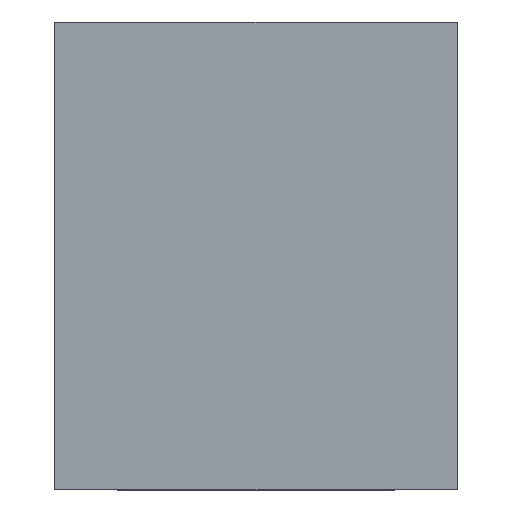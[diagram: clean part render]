
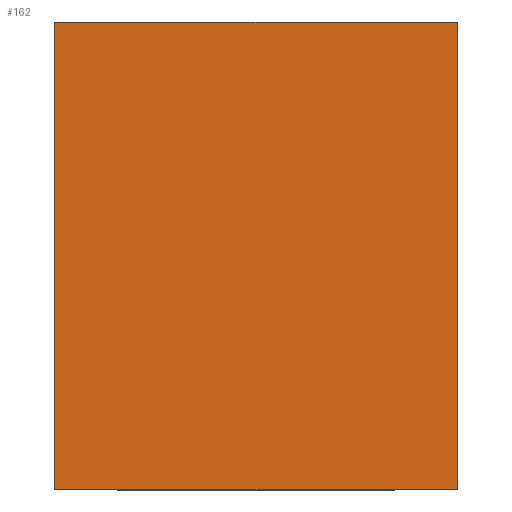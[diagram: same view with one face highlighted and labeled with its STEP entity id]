
A CAD part, top view. The second image highlights one B-rep face of the part: STEP entity #162.
In plain terms, the highlighted planar face has unit normal (0, 0, 1).
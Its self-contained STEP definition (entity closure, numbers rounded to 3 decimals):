
#2 = CARTESIAN_POINT ( 'NONE',  ( -16.8, 46.587, 2.4 ) ) ;
#4 = VECTOR ( 'NONE', #376, 1000. ) ;
#29 = ORIENTED_EDGE ( 'NONE', *, *, #546, .T. ) ;
#30 = EDGE_CURVE ( 'NONE', #333, #535, #118, .T. ) ;
#51 = CARTESIAN_POINT ( 'NONE',  ( -16.8, 7.487, 2.4 ) ) ;
#87 = VECTOR ( 'NONE', #567, 1000. ) ;
#100 = LINE ( 'NONE', #289, #4 ) ;
#109 = DIRECTION ( 'NONE',  ( 0., -1., 0. ) ) ;
#118 = LINE ( 'NONE', #486, #311 ) ;
#121 = DIRECTION ( 'NONE',  ( 0., 1., 0. ) ) ;
#124 = VERTEX_POINT ( 'NONE', #51 ) ;
#162 = ADVANCED_FACE ( 'NONE', ( #551 ), #562, .T. ) ;
#167 = VECTOR ( 'NONE', #109, 1000. ) ;
#175 = EDGE_LOOP ( 'NONE', ( #381, #249, #257, #29 ) ) ;
#189 = LINE ( 'NONE', #2, #167 ) ;
#217 = CARTESIAN_POINT ( 'NONE',  ( 0., 0., 2.4 ) ) ;
#225 = CARTESIAN_POINT ( 'NONE',  ( 16.8, 7.487, 2.4 ) ) ;
#227 = EDGE_CURVE ( 'NONE', #124, #333, #100, .T. ) ;
#249 = ORIENTED_EDGE ( 'NONE', *, *, #30, .T. ) ;
#257 = ORIENTED_EDGE ( 'NONE', *, *, #427, .T. ) ;
#287 = LINE ( 'NONE', #573, #87 ) ;
#289 = CARTESIAN_POINT ( 'NONE',  ( -16.8, 7.487, 2.4 ) ) ;
#311 = VECTOR ( 'NONE', #121, 1000. ) ;
#319 = CARTESIAN_POINT ( 'NONE',  ( 16.8, 46.587, 2.4 ) ) ;
#333 = VERTEX_POINT ( 'NONE', #225 ) ;
#348 = VERTEX_POINT ( 'NONE', #602 ) ;
#376 = DIRECTION ( 'NONE',  ( 1., 0., 0. ) ) ;
#381 = ORIENTED_EDGE ( 'NONE', *, *, #227, .T. ) ;
#395 = AXIS2_PLACEMENT_3D ( 'NONE', #217, #399, #600 ) ;
#399 = DIRECTION ( 'NONE',  ( 0., 0., 1. ) ) ;
#427 = EDGE_CURVE ( 'NONE', #535, #348, #287, .T. ) ;
#486 = CARTESIAN_POINT ( 'NONE',  ( 16.8, 7.487, 2.4 ) ) ;
#535 = VERTEX_POINT ( 'NONE', #319 ) ;
#546 = EDGE_CURVE ( 'NONE', #348, #124, #189, .T. ) ;
#551 = FACE_OUTER_BOUND ( 'NONE', #175, .T. ) ;
#562 = PLANE ( 'NONE',  #395 ) ;
#567 = DIRECTION ( 'NONE',  ( -1., 0., 0. ) ) ;
#573 = CARTESIAN_POINT ( 'NONE',  ( 16.8, 46.587, 2.4 ) ) ;
#600 = DIRECTION ( 'NONE',  ( 1., 0., 0. ) ) ;
#602 = CARTESIAN_POINT ( 'NONE',  ( -16.8, 46.587, 2.4 ) ) ;
